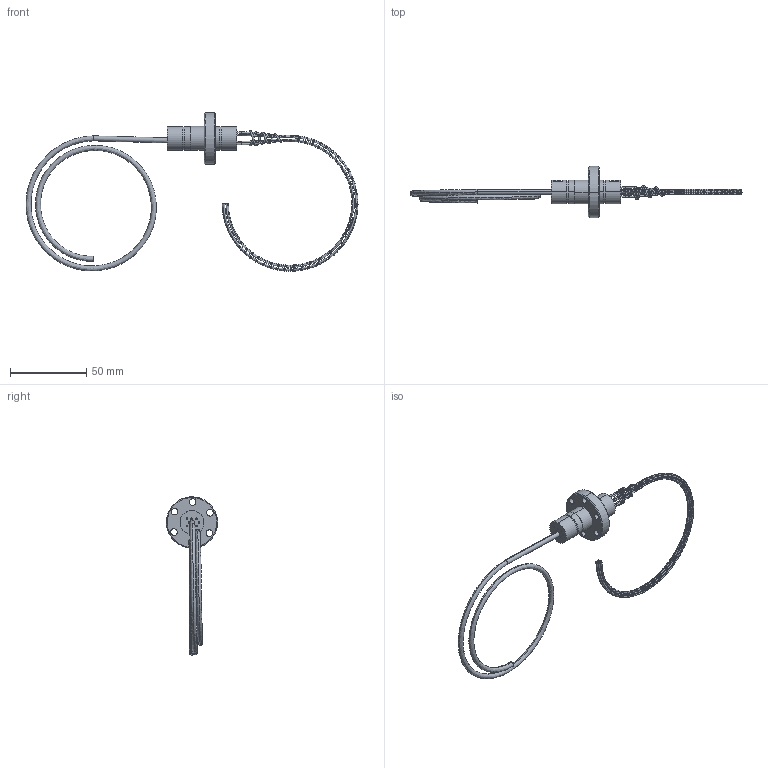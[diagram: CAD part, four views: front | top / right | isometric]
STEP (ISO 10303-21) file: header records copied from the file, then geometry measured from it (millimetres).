
FILE_DESCRIPTION (( 'STEP AP203' ), '1' );
FILE_NAME ('A2139-1-KIT.STEP', '2013-04-12T11:50:23', ( '' ), ( '' ), 'SwSTEP 2.0', 'SolidWorks 2012', '' );
FILE_SCHEMA (( 'CONFIG_CONTROL_DESIGN' ));
Products named in the file (1): A2139-1-KIT
Bounding box: 218.37 x 33.77 x 104.23 mm (x, y, z)
Volume: 15921.2 mm3; surface area: 16240.4 mm2
Topology: 167 solids, 168 shells, 1217 faces, 2521 edges, 1658 vertices
Faces by surface type: plane 569, torus 406, cylinder 226, bspline 10, cone 6
Entity records: 43931 total; most frequent: CARTESIAN_POINT 18671, DIRECTION 5140, ORIENTED_EDGE 5042, EDGE_CURVE 2521, AXIS2_PLACEMENT_3D 2234, VERTEX_POINT 1658, EDGE_LOOP 1325, FACE_OUTER_BOUND 1217
